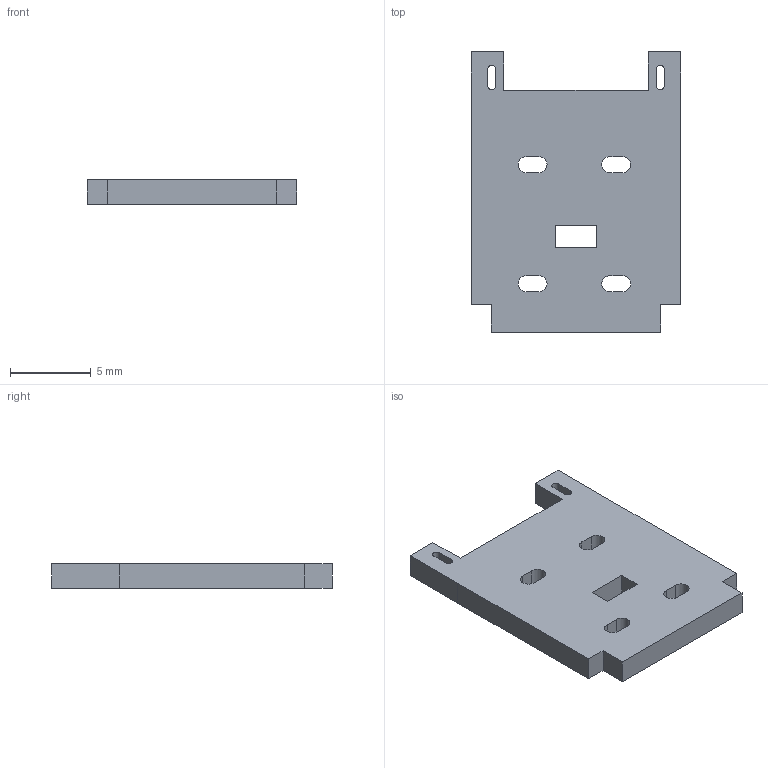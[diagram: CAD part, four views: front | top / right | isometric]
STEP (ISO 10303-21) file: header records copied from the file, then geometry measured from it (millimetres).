
FILE_DESCRIPTION(('KiCad electronic assembly'),'2;1');
FILE_NAME('v1.1.step','2026-02-10T20:42:05',('Pcbnew'),('Kicad'), 'Open CASCADE STEP processor 7.9','KiCad to STEP converter','Unknown' );
FILE_SCHEMA(('AUTOMOTIVE_DESIGN { 1 0 10303 214 1 1 1 1 }'));
Length unit declared in the file: millimetre
Products named in the file (2): v1.1 1; v1_PCB
Assembly tree (1 placements, depth 2):
  v1.1 1
    v1_PCB
Bounding box: 13 x 17.4 x 1.51 mm (x, y, z)
Volume: 285.7 mm3; surface area: 528.9 mm2
Topology: 1 solids, 1 shells, 44 faces, 126 edges, 84 vertices
Faces by surface type: plane 32, cylinder 12
Entity records: 1499 total; most frequent: CARTESIAN_POINT 256, ORIENTED_EDGE 252, DIRECTION 242, EDGE_CURVE 126, LINE 102, VECTOR 102, VERTEX_POINT 84, AXIS2_PLACEMENT_3D 70
